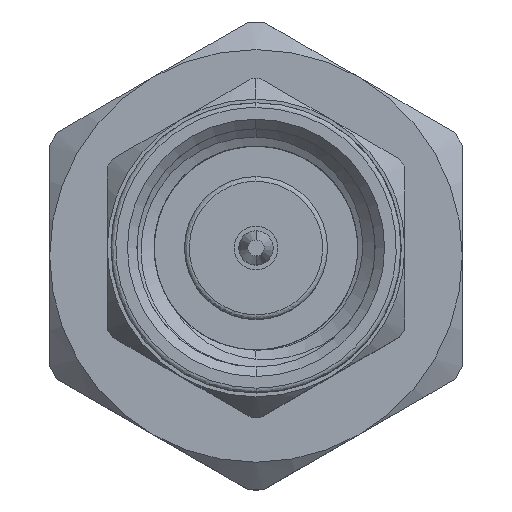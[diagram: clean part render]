
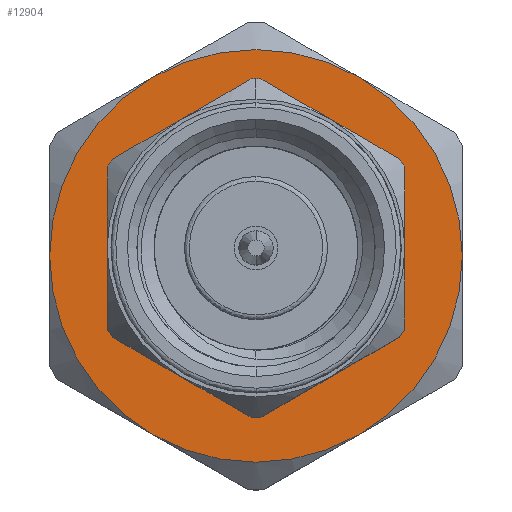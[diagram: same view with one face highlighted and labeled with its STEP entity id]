
A CAD part, top view. The second image highlights one B-rep face of the part: STEP entity #12904.
In plain terms, the highlighted face is planar.
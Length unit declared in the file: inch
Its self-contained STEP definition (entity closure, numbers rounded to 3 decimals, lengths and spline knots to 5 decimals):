
#1806 = ORIENTED_EDGE ( 'NONE', *, *, #65205, .F. ) ;
#1858 = EDGE_CURVE ( 'NONE', #96770, #108454, #57349, .T. ) ;
#2068 = EDGE_CURVE ( 'NONE', #108735, #83512, #132628, .T. ) ;
#4546 = CARTESIAN_POINT ( 'NONE',  ( 0.5, 0., 0. ) ) ;
#8501 = VERTEX_POINT ( 'NONE', #16687 ) ;
#9395 = EDGE_CURVE ( 'NONE', #8501, #69903, #61543, .T. ) ;
#11143 = CARTESIAN_POINT ( 'NONE',  ( 0.5, 0., -0.21654 ) ) ;
#12904 = ADVANCED_FACE ( 'NONE', ( #71423, #119272 ), #141490, .F. ) ;
#16395 = CARTESIAN_POINT ( 'NONE',  ( 0.5, -0.18753, -0.10827 ) ) ;
#16687 = CARTESIAN_POINT ( 'NONE',  ( 0.5, -0.18753, 0.10827 ) ) ;
#17333 = DIRECTION ( 'NONE',  ( -1., 0., 0. ) ) ;
#18530 = EDGE_CURVE ( 'NONE', #19330, #83512, #21424, .T. ) ;
#19195 = ORIENTED_EDGE ( 'NONE', *, *, #2068, .T. ) ;
#19330 = VERTEX_POINT ( 'NONE', #49053 ) ;
#20117 = DIRECTION ( 'NONE',  ( -1., 0., 0. ) ) ;
#20802 = DIRECTION ( 'NONE',  ( 0., 0., -1. ) ) ;
#21424 = CIRCLE ( 'NONE', #118064, 0.21654 ) ;
#22598 = CARTESIAN_POINT ( 'NONE',  ( 0.5, 0.305, 0. ) ) ;
#22774 = CARTESIAN_POINT ( 'NONE',  ( 0.5, 0., 0. ) ) ;
#23464 = DIRECTION ( 'NONE',  ( 0., 0., 1. ) ) ;
#24003 = AXIS2_PLACEMENT_3D ( 'NONE', #4546, #80679, #37260 ) ;
#24219 = AXIS2_PLACEMENT_3D ( 'NONE', #123772, #67874, #58331 ) ;
#29252 = DIRECTION ( 'NONE',  ( 0., 0., 1. ) ) ;
#29326 = AXIS2_PLACEMENT_3D ( 'NONE', #122230, #112654, #23464 ) ;
#30618 = CARTESIAN_POINT ( 'NONE',  ( 0.5, 0., 0. ) ) ;
#34597 = CIRCLE ( 'NONE', #24003, 0.21654 ) ;
#37260 = DIRECTION ( 'NONE',  ( 0., 0., 1. ) ) ;
#37499 = EDGE_CURVE ( 'NONE', #108735, #91877, #46145, .T. ) ;
#42879 = ORIENTED_EDGE ( 'NONE', *, *, #96340, .T. ) ;
#44623 = AXIS2_PLACEMENT_3D ( 'NONE', #22774, #88537, #121528 ) ;
#46145 = CIRCLE ( 'NONE', #24219, 0.21654 ) ;
#48323 = EDGE_CURVE ( 'NONE', #69903, #19330, #78995, .T. ) ;
#49053 = CARTESIAN_POINT ( 'NONE',  ( 0.5, 0.18753, 0.10827 ) ) ;
#52284 = CARTESIAN_POINT ( 'NONE',  ( 0.5, 0., 0. ) ) ;
#57349 = CIRCLE ( 'NONE', #129075, 0.04921 ) ;
#58331 = DIRECTION ( 'NONE',  ( 0., 0., 1. ) ) ;
#58821 = EDGE_LOOP ( 'NONE', ( #141442, #42879 ) ) ;
#61544 = CARTESIAN_POINT ( 'NONE',  ( 0.5, 0., 0. ) ) ;
#61543 = CIRCLE ( 'NONE', #44623, 0.21654 ) ;
#63293 = CARTESIAN_POINT ( 'NONE',  ( 0.5, 0., 0.21654 ) ) ;
#64131 = DIRECTION ( 'NONE',  ( 1., 0., 0. ) ) ;
#65205 = EDGE_CURVE ( 'NONE', #91877, #8501, #34597, .T. ) ;
#66093 = AXIS2_PLACEMENT_3D ( 'NONE', #22598, #130486, #75987 ) ;
#67874 = DIRECTION ( 'NONE',  ( -1., 0., 0. ) ) ;
#69903 = VERTEX_POINT ( 'NONE', #63293 ) ;
#71423 = FACE_BOUND ( 'NONE', #58821, .T. ) ;
#75987 = DIRECTION ( 'NONE',  ( 0., 0., 1. ) ) ;
#77835 = CARTESIAN_POINT ( 'NONE',  ( 0.5, 0.18753, -0.10827 ) ) ;
#78995 = CIRCLE ( 'NONE', #29326, 0.21654 ) ;
#79399 = ORIENTED_EDGE ( 'NONE', *, *, #37499, .F. ) ;
#80679 = DIRECTION ( 'NONE',  ( -1., 0., 0. ) ) ;
#83512 = VERTEX_POINT ( 'NONE', #77835 ) ;
#87052 = CARTESIAN_POINT ( 'NONE',  ( 0.5, 0., -0.04921 ) ) ;
#88537 = DIRECTION ( 'NONE',  ( -1., 0., 0. ) ) ;
#91877 = VERTEX_POINT ( 'NONE', #16395 ) ;
#92400 = AXIS2_PLACEMENT_3D ( 'NONE', #52284, #64131, #20802 ) ;
#92446 = DIRECTION ( 'NONE',  ( 0., 0., 1. ) ) ;
#96340 = EDGE_CURVE ( 'NONE', #108454, #96770, #107161, .T. ) ;
#96414 = DIRECTION ( 'NONE',  ( 0., 0., 1. ) ) ;
#96770 = VERTEX_POINT ( 'NONE', #107357 ) ;
#96894 = ORIENTED_EDGE ( 'NONE', *, *, #9395, .F. ) ;
#107161 = CIRCLE ( 'NONE', #138726, 0.04921 ) ;
#107357 = CARTESIAN_POINT ( 'NONE',  ( 0.5, 0., 0.04921 ) ) ;
#108454 = VERTEX_POINT ( 'NONE', #87052 ) ;
#108577 = ORIENTED_EDGE ( 'NONE', *, *, #48323, .F. ) ;
#108735 = VERTEX_POINT ( 'NONE', #11143 ) ;
#112654 = DIRECTION ( 'NONE',  ( -1., 0., 0. ) ) ;
#112985 = DIRECTION ( 'NONE',  ( -1., 0., 0. ) ) ;
#118064 = AXIS2_PLACEMENT_3D ( 'NONE', #30618, #20117, #96414 ) ;
#119272 = FACE_OUTER_BOUND ( 'NONE', #120723, .T. ) ;
#120723 = EDGE_LOOP ( 'NONE', ( #108577, #96894, #1806, #79399, #19195, #127237 ) ) ;
#121528 = DIRECTION ( 'NONE',  ( 0., 0., 1. ) ) ;
#122230 = CARTESIAN_POINT ( 'NONE',  ( 0.5, 0., 0. ) ) ;
#123772 = CARTESIAN_POINT ( 'NONE',  ( 0.5, 0., 0. ) ) ;
#123992 = CARTESIAN_POINT ( 'NONE',  ( 0.5, 0., 0. ) ) ;
#127237 = ORIENTED_EDGE ( 'NONE', *, *, #18530, .F. ) ;
#129075 = AXIS2_PLACEMENT_3D ( 'NONE', #61544, #17333, #29252 ) ;
#130486 = DIRECTION ( 'NONE',  ( -1., 0., 0. ) ) ;
#132628 = CIRCLE ( 'NONE', #92400, 0.21654 ) ;
#138726 = AXIS2_PLACEMENT_3D ( 'NONE', #123992, #112985, #92446 ) ;
#141442 = ORIENTED_EDGE ( 'NONE', *, *, #1858, .T. ) ;
#141490 = PLANE ( 'NONE',  #66093 ) ;
